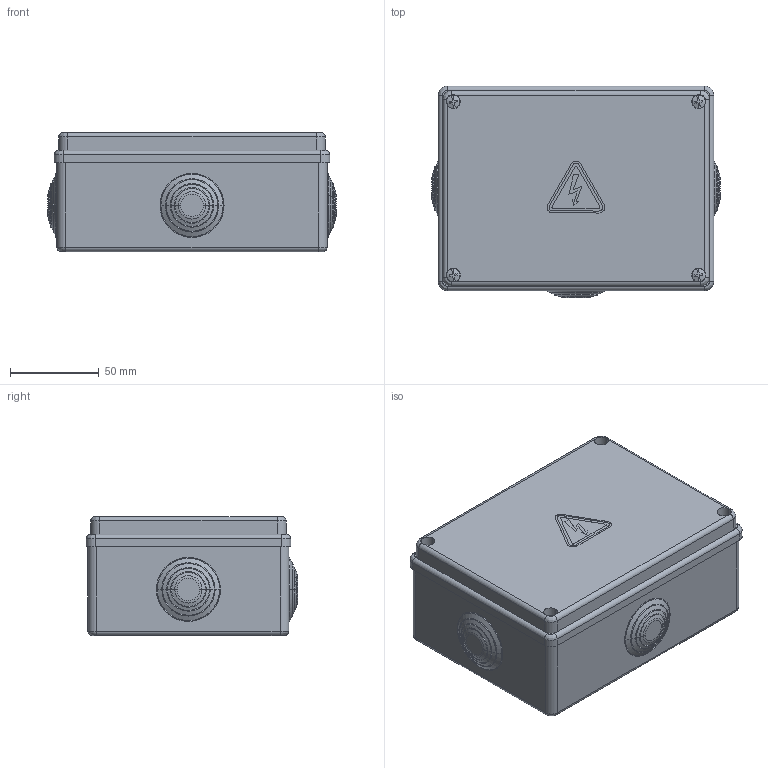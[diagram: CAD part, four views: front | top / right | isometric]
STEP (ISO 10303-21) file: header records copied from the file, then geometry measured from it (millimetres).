
FILE_DESCRIPTION((''),'2;1');
FILE_NAME('JUNCTION_BOX_ASM','2025-08-26T17:34:29',('AA'),(''),'CREO PARAMETRIC BY PTC INC, 2024063','CREO PARAMETRIC BY PTC INC, 2024063','');
FILE_SCHEMA(('CONFIG_CONTROL_DESIGN'));
Length unit declared in the file: millimetre
Products named in the file (7): JUNCTION_BOX; JUNCTION_BOX_COVER; JUNCTION_BOX_RUBBER; JUNCTION_BOX_SCREW; STICKER_1; STICKER_2; JUNCTION_BOX_ASM
Assembly tree (11 placements, depth 2):
  JUNCTION_BOX_ASM
    JUNCTION_BOX
    JUNCTION_BOX_COVER
    JUNCTION_BOX_RUBBER  x3
    JUNCTION_BOX_SCREW  x4
    STICKER_1
    STICKER_2
Bounding box: 162 x 119 x 67.08 mm (x, y, z)
Volume: 139924.2 mm3; surface area: 156269.8 mm2
Topology: 11 solids, 11 shells, 429 faces, 1024 edges, 640 vertices
Faces by surface type: plane 189, cylinder 152, bspline 42, torus 38, cone 8
Entity records: 9360 total; most frequent: CARTESIAN_POINT 2130, DIRECTION 1554, ORIENTED_EDGE 1428, EDGE_CURVE 714, AXIS2_PLACEMENT_3D 589, VERTEX_POINT 457, VECTOR 376, LINE 376
